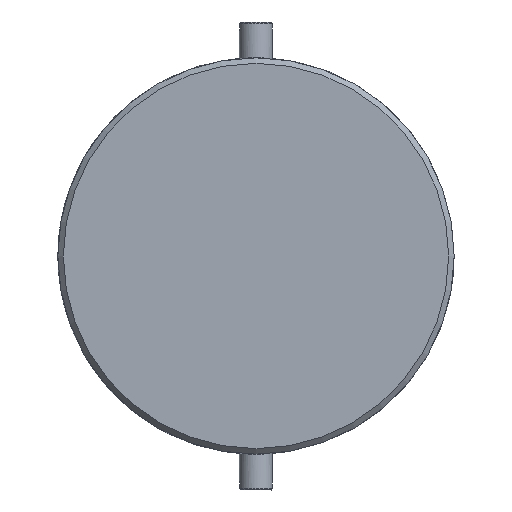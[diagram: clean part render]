
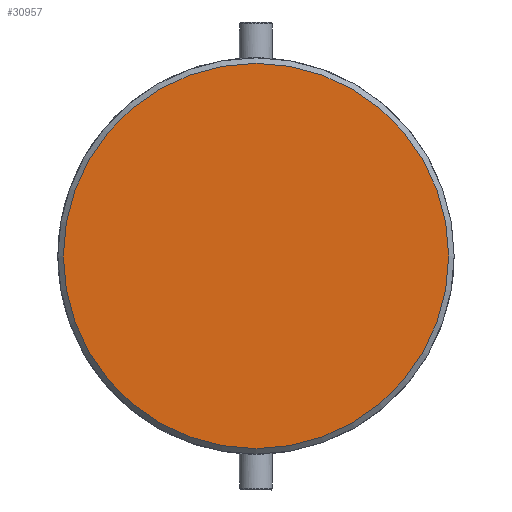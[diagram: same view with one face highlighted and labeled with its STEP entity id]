
A CAD part, front view. The second image highlights one B-rep face of the part: STEP entity #30957.
In plain terms, the highlighted planar face has unit normal (0, -1, 0).
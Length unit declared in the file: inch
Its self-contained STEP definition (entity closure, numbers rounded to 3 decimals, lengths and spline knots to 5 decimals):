
#4470 = EDGE_CURVE ( 'NONE', #23980, #23980, #57620, .T. ) ;
#16511 = CARTESIAN_POINT ( 'NONE',  ( 2.6125, -6., 8.67945 ) ) ;
#16704 = DIRECTION ( 'NONE',  ( 0., -1., 0. ) ) ;
#23069 = EDGE_LOOP ( 'NONE', ( #25970 ) ) ;
#23980 = VERTEX_POINT ( 'NONE', #24548 ) ;
#24181 = CARTESIAN_POINT ( 'NONE',  ( 0., -6., 6.09375 ) ) ;
#24548 = CARTESIAN_POINT ( 'NONE',  ( 2.184, -6., 6.09375 ) ) ;
#25970 = ORIENTED_EDGE ( 'NONE', *, *, #4470, .T. ) ;
#28779 = DIRECTION ( 'NONE',  ( 1., 0., 0. ) ) ;
#30957 = ADVANCED_FACE ( 'NONE', ( #46291 ), #44063, .T. ) ;
#43571 = AXIS2_PLACEMENT_3D ( 'NONE', #16511, #16704, #48659 ) ;
#44063 = PLANE ( 'NONE',  #43571 ) ;
#46291 = FACE_OUTER_BOUND ( 'NONE', #23069, .T. ) ;
#48659 = DIRECTION ( 'NONE',  ( -1., 0., 0. ) ) ;
#49034 = AXIS2_PLACEMENT_3D ( 'NONE', #24181, #56104, #28779 ) ;
#56104 = DIRECTION ( 'NONE',  ( 0., -1., 0. ) ) ;
#57620 = CIRCLE ( 'NONE', #49034, 2.184 ) ;
